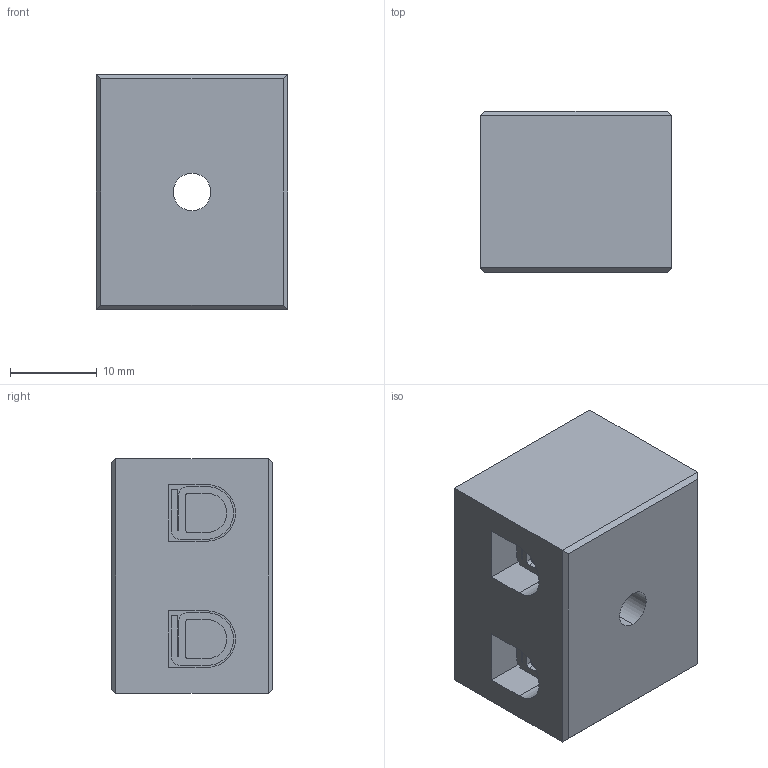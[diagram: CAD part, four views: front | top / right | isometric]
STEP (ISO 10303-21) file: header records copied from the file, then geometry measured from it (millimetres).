
FILE_DESCRIPTION (( 'STEP AP203' ), '1' );
FILE_NAME ('No 2 2 li Steatit Klemens.STEP', '2020-08-21T08:31:04', ( '' ), ( '' ), 'SwSTEP 2.0', 'SolidWorks 2011', '' );
FILE_SCHEMA (( 'CONFIG_CONTROL_DESIGN' ));
Length unit declared in the file: millimetre
Products named in the file (1): No 2 2 li Steatit Klemens
Bounding box: 22 x 18.5 x 27 mm (x, y, z)
Volume: 9451.3 mm3; surface area: 4440.3 mm2
Topology: 1 solids, 1 shells, 176 faces, 430 edges, 284 vertices
Faces by surface type: plane 116, cylinder 52, cone 8
Entity records: 5283 total; most frequent: CARTESIAN_POINT 939, DIRECTION 904, ORIENTED_EDGE 860, EDGE_CURVE 430, AXIS2_PLACEMENT_3D 313, VERTEX_POINT 284, LINE 278, VECTOR 278
